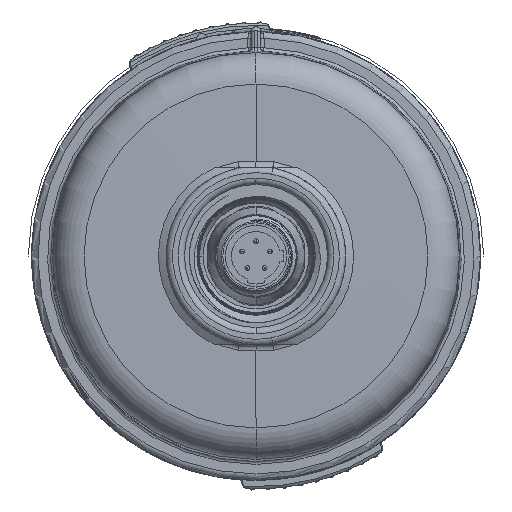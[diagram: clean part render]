
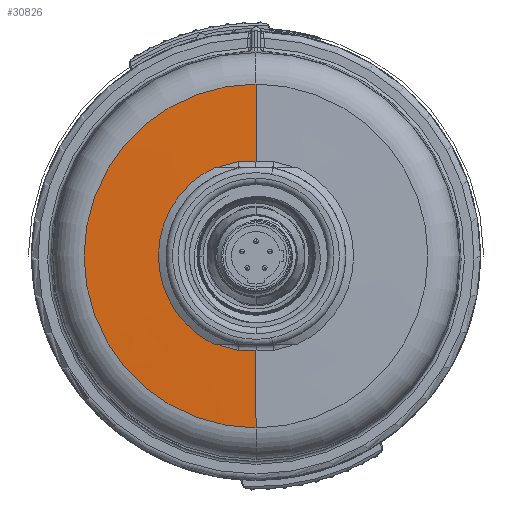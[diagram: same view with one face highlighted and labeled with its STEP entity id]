
A CAD part, front view. The second image highlights one B-rep face of the part: STEP entity #30826.
In plain terms, the highlighted conical face has half-angle 89 degrees and reference radius 20.773 mm.
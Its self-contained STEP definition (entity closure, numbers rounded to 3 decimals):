
#6006=CARTESIAN_POINT('',(-2.724,32.291,14.733));
#6007=CARTESIAN_POINT('',(-2.322,32.292,14.733));
#6008=CARTESIAN_POINT('',(-1.469,32.294,14.733));
#6009=CARTESIAN_POINT('',(-0.51,32.295,
14.733));
#6010=CARTESIAN_POINT('',(0.,32.295,
14.733));
#6012=CARTESIAN_POINT('',(0.,32.084,0.));
#6013=DIRECTION('',(0.,-1.,0.));
#6014=DIRECTION('',(0.,0.,1.));
#6015=AXIS2_PLACEMENT_3D('',#6012,#6013,#6014);
#6017=CARTESIAN_POINT('',(0.,32.295,
-14.733));
#6018=CARTESIAN_POINT('',(-0.292,32.295,
-14.733));
#6019=CARTESIAN_POINT('',(-0.882,32.295,
-14.733));
#6020=CARTESIAN_POINT('',(-1.778,32.293,
-14.733));
#6021=CARTESIAN_POINT('',(-2.404,32.292,
-14.733));
#6022=CARTESIAN_POINT('',(-2.724,32.291,
-14.733));
#6042=CARTESIAN_POINT('',(0.,32.295,
-14.733));
#6044=DIRECTION('',(0.,-0.017,-1.));
#6045=VECTOR('',#6044,12.083);
#6046=CARTESIAN_POINT('',(0.,32.295,
-14.733));
#6047=LINE('',#6046,#6045);
#6053=DIRECTION('',(0.,-0.017,1.));
#6054=VECTOR('',#6053,12.083);
#6055=CARTESIAN_POINT('',(0.,32.295,
14.733));
#6056=LINE('',#6055,#6054);
#6057=CARTESIAN_POINT('',(0.,32.295,
14.733));
#8667=CARTESIAN_POINT('',(0.,32.291,0.));
#8668=DIRECTION('',(0.,-1.,0.));
#8669=DIRECTION('',(-0.182,0.,0.983));
#8670=AXIS2_PLACEMENT_3D('',#8667,#8668,#8669);
#9345=CARTESIAN_POINT('',(0.,32.084,26.814));
#9346=CARTESIAN_POINT('',(0.,32.084,-26.814));
#9347=VERTEX_POINT('',#9345);
#9348=VERTEX_POINT('',#9346);
#9960=VERTEX_POINT('',#6057);
#9963=VERTEX_POINT('',#6006);
#9966=VERTEX_POINT('',#6042);
#9967=VERTEX_POINT('',#6022);
#30808=CARTESIAN_POINT('',(0.,32.19,0.));
#30809=DIRECTION('',(0.,-1.,0.));
#30810=DIRECTION('',(0.,0.,1.));
#30811=AXIS2_PLACEMENT_3D('',#30808,#30809,#30810);
#30812=CONICAL_SURFACE('',#30811,20.773,89.);
#30814=ORIENTED_EDGE('',*,*,#30813,.T.);
#30816=ORIENTED_EDGE('',*,*,#30815,.T.);
#30818=ORIENTED_EDGE('',*,*,#30817,.T.);
#30820=ORIENTED_EDGE('',*,*,#30819,.F.);
#30821=ORIENTED_EDGE('',*,*,#30799,.T.);
#30823=ORIENTED_EDGE('',*,*,#30822,.F.);
#30824=EDGE_LOOP('',(#30814,#30816,#30818,#30820,#30821,#30823));
#30825=FACE_OUTER_BOUND('',#30824,.F.);
#30826=ADVANCED_FACE('',(#30825),#30812,.T.);
#6011=B_SPLINE_CURVE_WITH_KNOTS('',3,(#6006,#6007,#6008,#6009,#6010),
.UNSPECIFIED.,.F.,.F.,(4,1,4),(0.,0.5,1.),.UNSPECIFIED.);
#6016=CIRCLE('',#6015,26.814);
#6023=B_SPLINE_CURVE_WITH_KNOTS('',3,(#6017,#6018,#6019,#6020,#6021,#6022),
.UNSPECIFIED.,.F.,.F.,(4,1,1,4),(0.,0.333,0.667,1.),
.UNSPECIFIED.);
#8671=CIRCLE('',#8670,14.983);
#30799=EDGE_CURVE('',#9966,#9967,#6023,.T.);
#30813=EDGE_CURVE('',#9963,#9960,#6011,.T.);
#30815=EDGE_CURVE('',#9960,#9347,#6056,.T.);
#30817=EDGE_CURVE('',#9347,#9348,#6016,.T.);
#30819=EDGE_CURVE('',#9966,#9348,#6047,.T.);
#30822=EDGE_CURVE('',#9963,#9967,#8671,.T.);
